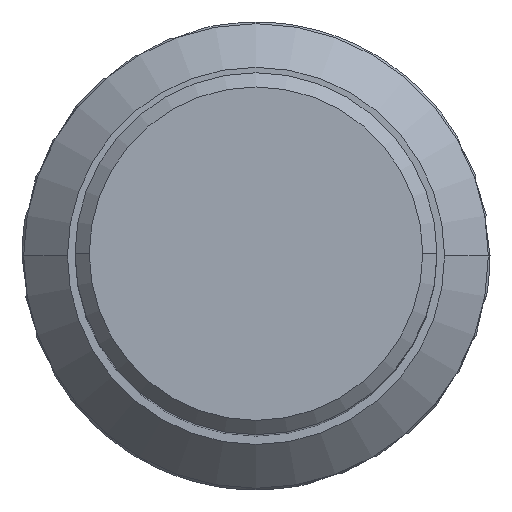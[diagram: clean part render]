
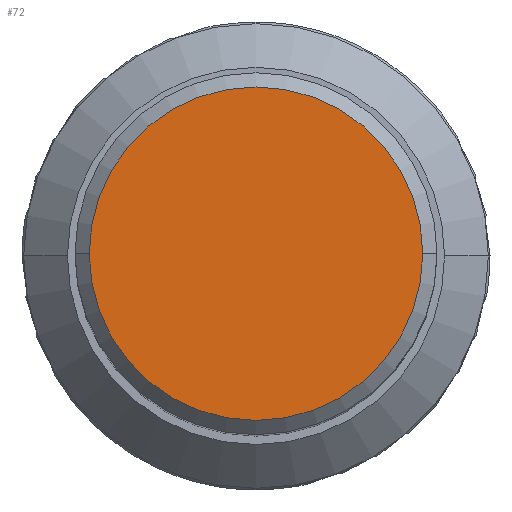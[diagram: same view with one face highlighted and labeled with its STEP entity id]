
A CAD part, top view. The second image highlights one B-rep face of the part: STEP entity #72.
In plain terms, the highlighted planar face has unit normal (0, 0, 1).
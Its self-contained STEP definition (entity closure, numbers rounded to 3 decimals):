
#49=PLANE('',#641);
#72=ADVANCED_FACE('',(#118),#49,.T.);
#118=FACE_OUTER_BOUND('',#150,.T.);
#150=EDGE_LOOP('',(#220,#221,#222,#223));
#220=ORIENTED_EDGE('',*,*,#372,.T.);
#221=ORIENTED_EDGE('',*,*,#373,.T.);
#222=ORIENTED_EDGE('',*,*,#374,.T.);
#223=ORIENTED_EDGE('',*,*,#375,.T.);
#320=VERTEX_POINT('',#988);
#321=VERTEX_POINT('',#989);
#322=VERTEX_POINT('',#991);
#323=VERTEX_POINT('',#993);
#372=EDGE_CURVE('',#320,#321,#436,.T.);
#373=EDGE_CURVE('',#321,#322,#437,.T.);
#374=EDGE_CURVE('',#322,#323,#438,.T.);
#375=EDGE_CURVE('',#323,#320,#439,.T.);
#436=CIRCLE('',#637,11.7);
#437=CIRCLE('',#638,11.7);
#438=CIRCLE('',#639,11.7);
#439=CIRCLE('',#640,11.7);
#637=AXIS2_PLACEMENT_3D('',#987,#770,#771);
#638=AXIS2_PLACEMENT_3D('',#990,#772,#773);
#639=AXIS2_PLACEMENT_3D('',#992,#774,#775);
#640=AXIS2_PLACEMENT_3D('',#994,#776,#777);
#641=AXIS2_PLACEMENT_3D('',#995,#778,#779);
#770=DIRECTION('',(0.,0.,1.));
#771=DIRECTION('',(0.,-1.,0.));
#772=DIRECTION('',(0.,0.,1.));
#773=DIRECTION('',(1.,0.,0.));
#774=DIRECTION('',(0.,0.,1.));
#775=DIRECTION('',(0.,1.,0.));
#776=DIRECTION('',(0.,0.,1.));
#777=DIRECTION('',(-1.,0.,0.));
#778=DIRECTION('',(0.,0.,1.));
#779=DIRECTION('',(-1.,0.,0.));
#987=CARTESIAN_POINT('',(0.,0.,28.97));
#988=CARTESIAN_POINT('',(0.,-11.7,28.97));
#989=CARTESIAN_POINT('',(11.7,0.,28.97));
#990=CARTESIAN_POINT('',(0.,0.,28.97));
#991=CARTESIAN_POINT('',(0.,11.7,28.97));
#992=CARTESIAN_POINT('',(0.,0.,28.97));
#993=CARTESIAN_POINT('',(-11.7,0.,28.97));
#994=CARTESIAN_POINT('',(0.,0.,28.97));
#995=CARTESIAN_POINT('',(0.,0.,28.97));
